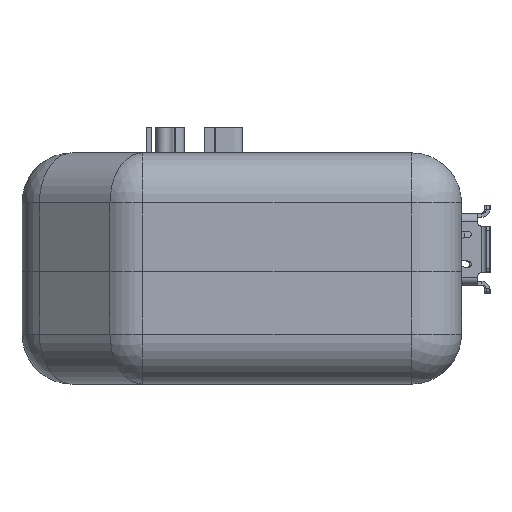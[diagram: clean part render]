
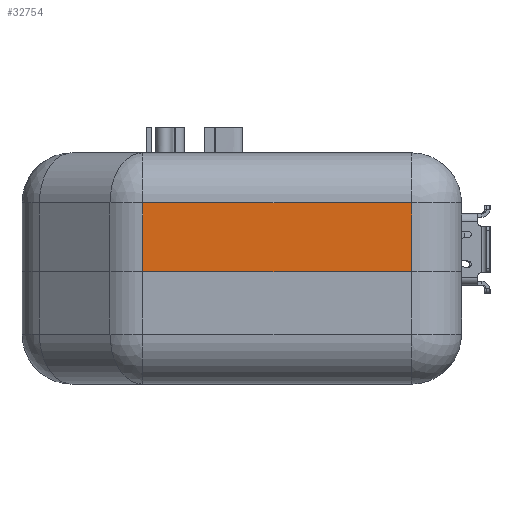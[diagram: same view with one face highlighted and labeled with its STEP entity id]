
A CAD part, left-side view. The second image highlights one B-rep face of the part: STEP entity #32754.
In plain terms, the highlighted planar face has unit normal (-1, 0, 0).
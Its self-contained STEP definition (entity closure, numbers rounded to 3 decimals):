
#3751=FACE_OUTER_BOUND('',#5602,.T.);
#5602=EDGE_LOOP('',(#28364,#28365,#28366,#28367));
#8755=LINE('',#58317,#12015);
#8762=LINE('',#58347,#12022);
#8772=LINE('',#58365,#12032);
#8806=LINE('',#58430,#12066);
#12015=VECTOR('',#42542,10.);
#12022=VECTOR('',#42575,10.);
#12032=VECTOR('',#42589,10.);
#12066=VECTOR('',#42647,10.);
#15023=VERTEX_POINT('',#58310);
#15025=VERTEX_POINT('',#58315);
#15031=VERTEX_POINT('',#58336);
#15034=VERTEX_POINT('',#58343);
#19458=EDGE_CURVE('',#15025,#15023,#8755,.T.);
#19473=EDGE_CURVE('',#15031,#15034,#8762,.T.);
#19483=EDGE_CURVE('',#15023,#15031,#8772,.T.);
#19517=EDGE_CURVE('',#15034,#15025,#8806,.T.);
#28364=ORIENTED_EDGE('',*,*,#19458,.F.);
#28365=ORIENTED_EDGE('',*,*,#19517,.F.);
#28366=ORIENTED_EDGE('',*,*,#19473,.F.);
#28367=ORIENTED_EDGE('',*,*,#19483,.F.);
#29738=PLANE('',#35081);
#32754=ADVANCED_FACE('',(#3751),#29738,.T.);
#35081=AXIS2_PLACEMENT_3D('',#58429,#42645,#42646);
#42542=DIRECTION('',(0.,0.,1.));
#42575=DIRECTION('',(0.,0.,-1.));
#42589=DIRECTION('',(0.,-1.,0.));
#42645=DIRECTION('center_axis',(-1.,0.,0.));
#42646=DIRECTION('ref_axis',(0.,1.,0.));
#42647=DIRECTION('',(0.,1.,0.));
#58310=CARTESIAN_POINT('',(-2.,-6.481,9.5));
#58315=CARTESIAN_POINT('',(-2.,-6.481,4.));
#58317=CARTESIAN_POINT('',(-2.,-6.481,10.));
#58336=CARTESIAN_POINT('',(-2.,-28.,9.5));
#58343=CARTESIAN_POINT('',(-2.,-28.,4.));
#58347=CARTESIAN_POINT('',(-2.,-28.,10.));
#58365=CARTESIAN_POINT('',(-2.,-23.21,9.5));
#58429=CARTESIAN_POINT('Origin',(-2.,-32.,10.));
#58430=CARTESIAN_POINT('',(-2.,-32.,4.));
